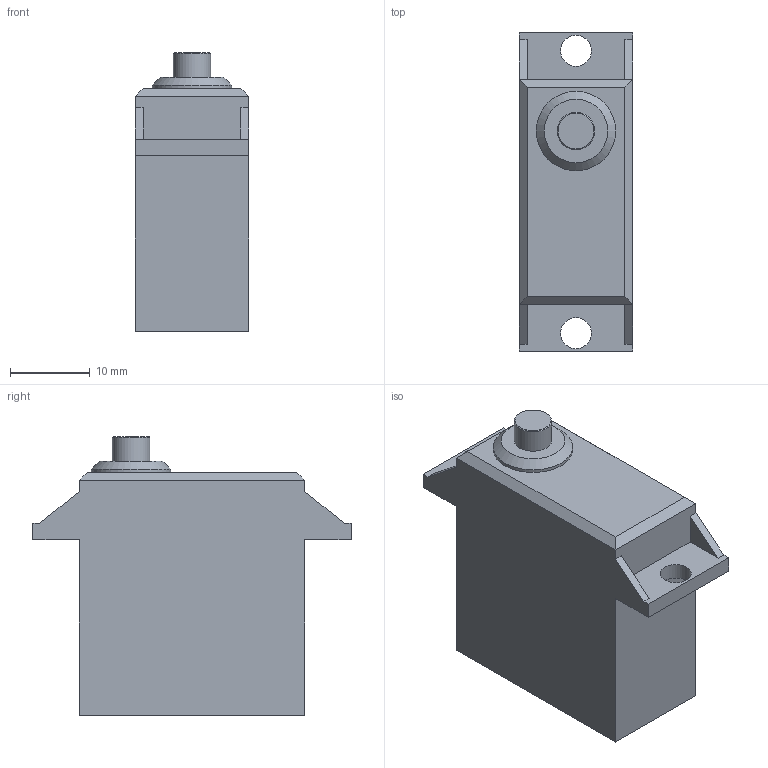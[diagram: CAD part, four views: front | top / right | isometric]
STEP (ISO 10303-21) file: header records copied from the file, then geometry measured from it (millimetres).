
FILE_DESCRIPTION(/* description */ ('Unknown'),/* implementation_level */ '2;1');
FILE_NAME(/* name */ 'GWS_Micro2BBMG',/* time_stamp */ '2017-05-13T05:21:09+09:00',/* author */ ('Unknown'),/* organization */ ('Unknown'),/* preprocessor_version */ 'ST-DEVELOPER v16.7',/* originating_system */ 'DEX',/* authorisation */ $);
FILE_SCHEMA (('AUTOMOTIVE_DESIGN {1 0 10303 214 3 1 1}'));
Length unit declared in the file: millimetre
Products named in the file (1): GWS_Micro2BBMG
Bounding box: 14.25 x 40 x 35.05 mm (x, y, z)
Volume: 12760.6 mm3; surface area: 3877.5 mm2
Topology: 1 solids, 1 shells, 34 faces, 87 edges, 57 vertices
Faces by surface type: plane 28, cylinder 4, cone 2
Full cylindrical faces by diameter (mm): 3.9 x2, 4.7 x1, 10 x1
Entity records: 1230 total; most frequent: CARTESIAN_POINT 167, DIRECTION 158, ORIENTED_EDGE 156, EDGE_CURVE 78, LINE 68, VECTOR 68, VERTEX_POINT 54, EDGE_LOOP 46
